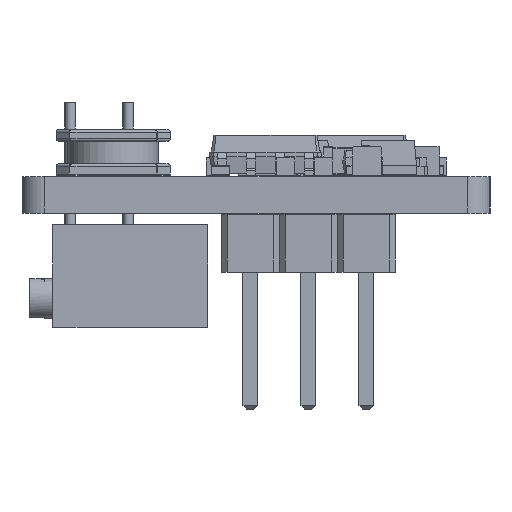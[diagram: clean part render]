
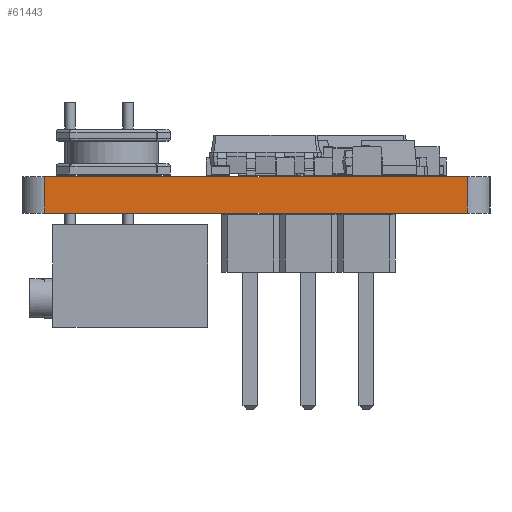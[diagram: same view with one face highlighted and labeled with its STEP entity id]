
A CAD part, left-side view. The second image highlights one B-rep face of the part: STEP entity #61443.
In plain terms, the highlighted planar face has unit normal (-1, 0, 0).
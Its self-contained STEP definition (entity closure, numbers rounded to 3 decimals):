
#58702 = CYLINDRICAL_SURFACE('',#58703,1.);
#58703 = AXIS2_PLACEMENT_3D('',#58704,#58705,#58706);
#58704 = CARTESIAN_POINT('',(-23.54,9.,0.));
#58705 = DIRECTION('',(-0.,-0.,-1.));
#58706 = DIRECTION('',(1.,0.,-0.));
#58730 = PLANE('',#58731);
#58731 = AXIS2_PLACEMENT_3D('',#58732,#58733,#58734);
#58732 = CARTESIAN_POINT('',(6.706,-0.102,1.6));
#58733 = DIRECTION('',(-0.,-0.,-1.));
#58734 = DIRECTION('',(-1.,0.,0.));
#58784 = PLANE('',#58785);
#58785 = AXIS2_PLACEMENT_3D('',#58786,#58787,#58788);
#58786 = CARTESIAN_POINT('',(6.706,-0.102,0.));
#58787 = DIRECTION('',(-0.,-0.,-1.));
#58788 = DIRECTION('',(-1.,0.,0.));
#58801 = VERTEX_POINT('',#58802);
#58802 = CARTESIAN_POINT('',(-24.54,9.,1.6));
#58828 = EDGE_CURVE('',#58829,#58801,#58831,.T.);
#58829 = VERTEX_POINT('',#58830);
#58830 = CARTESIAN_POINT('',(-24.54,9.,0.));
#58831 = SURFACE_CURVE('',#58832,(#58836,#58843),.PCURVE_S1.);
#58832 = LINE('',#58833,#58834);
#58833 = CARTESIAN_POINT('',(-24.54,9.,0.));
#58834 = VECTOR('',#58835,1.);
#58835 = DIRECTION('',(0.,0.,1.));
#58836 = PCURVE('',#58702,#58837);
#58837 = DEFINITIONAL_REPRESENTATION('',(#58838),#58842);
#58838 = LINE('',#58839,#58840);
#58839 = CARTESIAN_POINT('',(-3.142,0.));
#58840 = VECTOR('',#58841,1.);
#58841 = DIRECTION('',(-0.,-1.));
#58842 = ( GEOMETRIC_REPRESENTATION_CONTEXT(2) 
PARAMETRIC_REPRESENTATION_CONTEXT() REPRESENTATION_CONTEXT('2D SPACE',''
  ) );
#58843 = PCURVE('',#58844,#58849);
#58844 = PLANE('',#58845);
#58845 = AXIS2_PLACEMENT_3D('',#58846,#58847,#58848);
#58846 = CARTESIAN_POINT('',(-24.54,-9.5,0.));
#58847 = DIRECTION('',(-1.,0.,0.));
#58848 = DIRECTION('',(0.,1.,0.));
#58849 = DEFINITIONAL_REPRESENTATION('',(#58850),#58854);
#58850 = LINE('',#58851,#58852);
#58851 = CARTESIAN_POINT('',(18.5,0.));
#58852 = VECTOR('',#58853,1.);
#58853 = DIRECTION('',(0.,-1.));
#58854 = ( GEOMETRIC_REPRESENTATION_CONTEXT(2) 
PARAMETRIC_REPRESENTATION_CONTEXT() REPRESENTATION_CONTEXT('2D SPACE',''
  ) );
#59302 = VERTEX_POINT('',#59303);
#59303 = CARTESIAN_POINT('',(-24.54,-9.5,0.));
#59322 = CYLINDRICAL_SURFACE('',#59323,1.);
#59323 = AXIS2_PLACEMENT_3D('',#59324,#59325,#59326);
#59324 = CARTESIAN_POINT('',(-23.54,-9.5,0.));
#59325 = DIRECTION('',(-0.,-0.,-1.));
#59326 = DIRECTION('',(1.,0.,-0.));
#59334 = EDGE_CURVE('',#59302,#58829,#59335,.T.);
#59335 = SURFACE_CURVE('',#59336,(#59340,#59347),.PCURVE_S1.);
#59336 = LINE('',#59337,#59338);
#59337 = CARTESIAN_POINT('',(-24.54,-9.5,0.));
#59338 = VECTOR('',#59339,1.);
#59339 = DIRECTION('',(0.,1.,0.));
#59340 = PCURVE('',#58784,#59341);
#59341 = DEFINITIONAL_REPRESENTATION('',(#59342),#59346);
#59342 = LINE('',#59343,#59344);
#59343 = CARTESIAN_POINT('',(31.246,-9.398));
#59344 = VECTOR('',#59345,1.);
#59345 = DIRECTION('',(0.,1.));
#59346 = ( GEOMETRIC_REPRESENTATION_CONTEXT(2) 
PARAMETRIC_REPRESENTATION_CONTEXT() REPRESENTATION_CONTEXT('2D SPACE',''
  ) );
#59347 = PCURVE('',#58844,#59348);
#59348 = DEFINITIONAL_REPRESENTATION('',(#59349),#59353);
#59349 = LINE('',#59350,#59351);
#59350 = CARTESIAN_POINT('',(0.,0.));
#59351 = VECTOR('',#59352,1.);
#59352 = DIRECTION('',(1.,0.));
#59353 = ( GEOMETRIC_REPRESENTATION_CONTEXT(2) 
PARAMETRIC_REPRESENTATION_CONTEXT() REPRESENTATION_CONTEXT('2D SPACE',''
  ) );
#60585 = VERTEX_POINT('',#60586);
#60586 = CARTESIAN_POINT('',(-24.54,-9.5,1.6));
#60612 = EDGE_CURVE('',#60585,#58801,#60613,.T.);
#60613 = SURFACE_CURVE('',#60614,(#60618,#60625),.PCURVE_S1.);
#60614 = LINE('',#60615,#60616);
#60615 = CARTESIAN_POINT('',(-24.54,-9.5,1.6));
#60616 = VECTOR('',#60617,1.);
#60617 = DIRECTION('',(0.,1.,0.));
#60618 = PCURVE('',#58730,#60619);
#60619 = DEFINITIONAL_REPRESENTATION('',(#60620),#60624);
#60620 = LINE('',#60621,#60622);
#60621 = CARTESIAN_POINT('',(31.246,-9.398));
#60622 = VECTOR('',#60623,1.);
#60623 = DIRECTION('',(0.,1.));
#60624 = ( GEOMETRIC_REPRESENTATION_CONTEXT(2) 
PARAMETRIC_REPRESENTATION_CONTEXT() REPRESENTATION_CONTEXT('2D SPACE',''
  ) );
#60625 = PCURVE('',#58844,#60626);
#60626 = DEFINITIONAL_REPRESENTATION('',(#60627),#60631);
#60627 = LINE('',#60628,#60629);
#60628 = CARTESIAN_POINT('',(0.,-1.6));
#60629 = VECTOR('',#60630,1.);
#60630 = DIRECTION('',(1.,0.));
#60631 = ( GEOMETRIC_REPRESENTATION_CONTEXT(2) 
PARAMETRIC_REPRESENTATION_CONTEXT() REPRESENTATION_CONTEXT('2D SPACE',''
  ) );
#61443 = ADVANCED_FACE('',(#61444),#58844,.T.);
#61444 = FACE_BOUND('',#61445,.T.);
#61445 = EDGE_LOOP('',(#61446,#61467,#61468,#61469));
#61446 = ORIENTED_EDGE('',*,*,#61447,.T.);
#61447 = EDGE_CURVE('',#59302,#60585,#61448,.T.);
#61448 = SURFACE_CURVE('',#61449,(#61453,#61460),.PCURVE_S1.);
#61449 = LINE('',#61450,#61451);
#61450 = CARTESIAN_POINT('',(-24.54,-9.5,0.));
#61451 = VECTOR('',#61452,1.);
#61452 = DIRECTION('',(0.,0.,1.));
#61453 = PCURVE('',#58844,#61454);
#61454 = DEFINITIONAL_REPRESENTATION('',(#61455),#61459);
#61455 = LINE('',#61456,#61457);
#61456 = CARTESIAN_POINT('',(0.,0.));
#61457 = VECTOR('',#61458,1.);
#61458 = DIRECTION('',(0.,-1.));
#61459 = ( GEOMETRIC_REPRESENTATION_CONTEXT(2) 
PARAMETRIC_REPRESENTATION_CONTEXT() REPRESENTATION_CONTEXT('2D SPACE',''
  ) );
#61460 = PCURVE('',#59322,#61461);
#61461 = DEFINITIONAL_REPRESENTATION('',(#61462),#61466);
#61462 = LINE('',#61463,#61464);
#61463 = CARTESIAN_POINT('',(-3.142,0.));
#61464 = VECTOR('',#61465,1.);
#61465 = DIRECTION('',(-0.,-1.));
#61466 = ( GEOMETRIC_REPRESENTATION_CONTEXT(2) 
PARAMETRIC_REPRESENTATION_CONTEXT() REPRESENTATION_CONTEXT('2D SPACE',''
  ) );
#61467 = ORIENTED_EDGE('',*,*,#60612,.T.);
#61468 = ORIENTED_EDGE('',*,*,#58828,.F.);
#61469 = ORIENTED_EDGE('',*,*,#59334,.F.);
